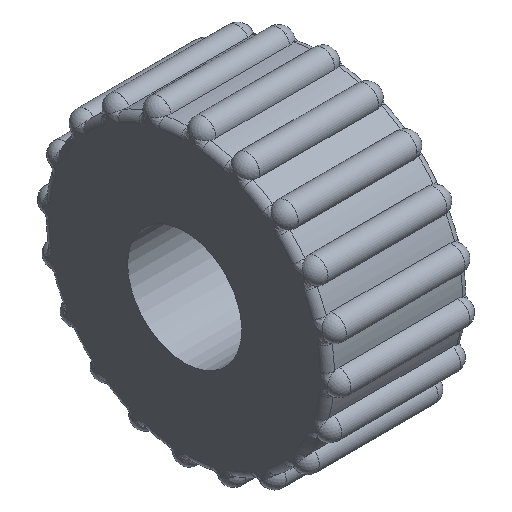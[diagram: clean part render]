
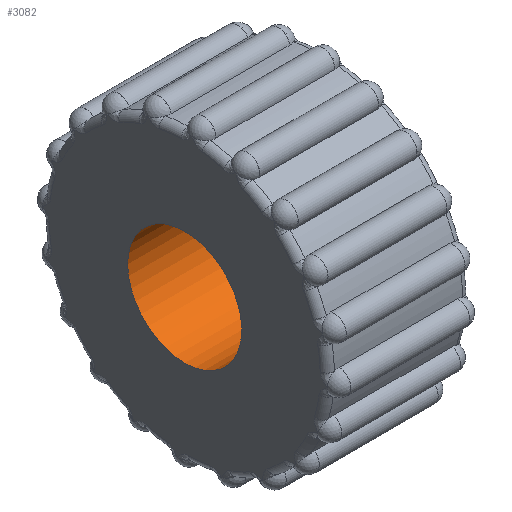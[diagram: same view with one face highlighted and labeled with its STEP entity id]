
A CAD part, isometric view. The second image highlights one B-rep face of the part: STEP entity #3082.
In plain terms, the highlighted cylindrical face has radius 2.4 mm (diameter 4.8 mm), a full revolution.
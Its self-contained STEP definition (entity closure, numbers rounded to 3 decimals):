
#17=FACE_BOUND('',#909,.T.);
#180=CYLINDRICAL_SURFACE('',#3409,2.4);
#703=FACE_OUTER_BOUND('',#908,.T.);
#908=EDGE_LOOP('',(#2838));
#909=EDGE_LOOP('',(#2839));
#1109=CIRCLE('',#3403,2.4);
#1111=CIRCLE('',#3407,2.4);
#1392=VERTEX_POINT('',#9583);
#1393=VERTEX_POINT('',#9588);
#1873=EDGE_CURVE('',#1392,#1392,#1109,.T.);
#1875=EDGE_CURVE('',#1393,#1393,#1111,.T.);
#2838=ORIENTED_EDGE('',*,*,#1873,.F.);
#2839=ORIENTED_EDGE('',*,*,#1875,.F.);
#3082=ADVANCED_FACE('',(#703,#17),#180,.F.);
#3403=AXIS2_PLACEMENT_3D('',#9584,#4088,#4089);
#3407=AXIS2_PLACEMENT_3D('',#9589,#4096,#4097);
#3409=AXIS2_PLACEMENT_3D('',#9591,#4100,#4101);
#4088=DIRECTION('center_axis',(1.,0.,0.));
#4089=DIRECTION('ref_axis',(0.,1.,0.));
#4096=DIRECTION('center_axis',(-1.,0.,0.));
#4097=DIRECTION('ref_axis',(0.,1.,0.));
#4100=DIRECTION('center_axis',(-1.,0.,0.));
#4101=DIRECTION('ref_axis',(0.,1.,0.));
#9583=CARTESIAN_POINT('',(-84.,-3.9,-31.1));
#9584=CARTESIAN_POINT('Origin',(-84.,-1.5,-31.1));
#9588=CARTESIAN_POINT('',(-78.,-3.9,-31.1));
#9589=CARTESIAN_POINT('Origin',(-78.,-1.5,-31.1));
#9591=CARTESIAN_POINT('Origin',(-78.,-1.5,-31.1));
